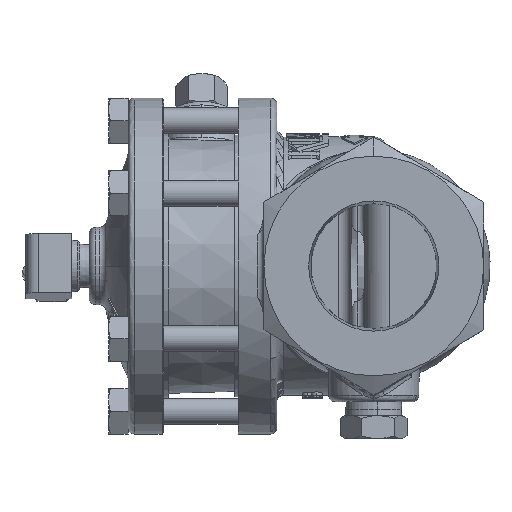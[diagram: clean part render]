
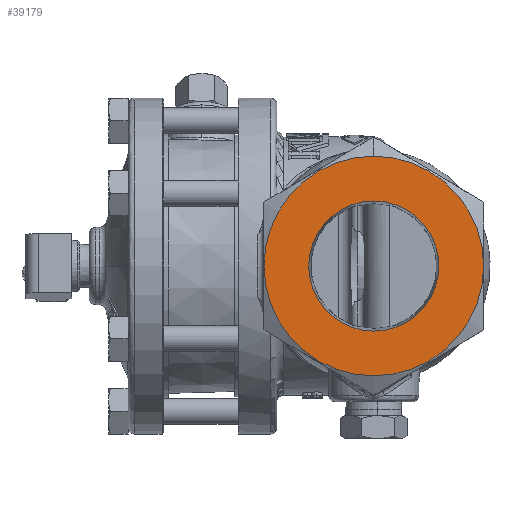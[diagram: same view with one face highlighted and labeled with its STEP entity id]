
A CAD part, left-side view. The second image highlights one B-rep face of the part: STEP entity #39179.
In plain terms, the highlighted planar face has unit normal (-1, 0, 0).
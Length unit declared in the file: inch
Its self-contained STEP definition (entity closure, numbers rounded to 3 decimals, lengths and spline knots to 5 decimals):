
#153 = VERTEX_POINT ( 'NONE', #35766 ) ;
#1208 = AXIS2_PLACEMENT_3D ( 'NONE', #33823, #33812, #33765 ) ;
#2740 = CARTESIAN_POINT ( 'NONE',  ( -2.1875, -1.0625, 0. ) ) ;
#3426 = VERTEX_POINT ( 'NONE', #24838 ) ;
#3472 = EDGE_CURVE ( 'NONE', #153, #3426, #40811, .T. ) ;
#4014 = EDGE_CURVE ( 'NONE', #3426, #153, #38115, .T. ) ;
#4404 = DIRECTION ( 'NONE',  ( 0., 1., 0. ) ) ;
#4539 = DIRECTION ( 'NONE',  ( 1., 0., 0. ) ) ;
#4689 = CARTESIAN_POINT ( 'NONE',  ( -2.1875, 0., 0. ) ) ;
#4880 = AXIS2_PLACEMENT_3D ( 'NONE', #12566, #12168, #11900 ) ;
#7774 = DIRECTION ( 'NONE',  ( 0., 1., 0. ) ) ;
#7865 = CARTESIAN_POINT ( 'NONE',  ( -2.1875, 1.27367, -1.625 ) ) ;
#7906 = PLANE ( 'NONE',  #27052 ) ;
#9368 = CIRCLE ( 'NONE', #35730, 1.0625 ) ;
#9476 = DIRECTION ( 'NONE',  ( 1., 0., 0. ) ) ;
#9784 = CARTESIAN_POINT ( 'NONE',  ( -2.1875, 1.0625, 0. ) ) ;
#11900 = DIRECTION ( 'NONE',  ( 0., 0., 1. ) ) ;
#12168 = DIRECTION ( 'NONE',  ( -1., 0., 0. ) ) ;
#12566 = CARTESIAN_POINT ( 'NONE',  ( -2.1875, 0., 0. ) ) ;
#12987 = DIRECTION ( 'NONE',  ( -1., 0., 0. ) ) ;
#13053 = VERTEX_POINT ( 'NONE', #9784 ) ;
#14204 = CARTESIAN_POINT ( 'NONE',  ( -2.1875, 0., 0. ) ) ;
#15035 = EDGE_LOOP ( 'NONE', ( #25053, #23358, #41145 ) ) ;
#15716 = VERTEX_POINT ( 'NONE', #18476 ) ;
#15909 = DIRECTION ( 'NONE',  ( 0., 0., 1. ) ) ;
#18226 = FACE_BOUND ( 'NONE', #33234, .T. ) ;
#18476 = CARTESIAN_POINT ( 'NONE',  ( -2.1875, 0., 1.0625 ) ) ;
#18529 = FACE_OUTER_BOUND ( 'NONE', #15035, .T. ) ;
#20247 = DIRECTION ( 'NONE',  ( 0., 1., 0. ) ) ;
#20254 = CARTESIAN_POINT ( 'NONE',  ( -2.1875, 0., 0. ) ) ;
#20303 = DIRECTION ( 'NONE',  ( 1., 0., 0. ) ) ;
#23358 = ORIENTED_EDGE ( 'NONE', *, *, #27230, .T. ) ;
#24838 = CARTESIAN_POINT ( 'NONE',  ( -2.1875, 0., 0.62947 ) ) ;
#25053 = ORIENTED_EDGE ( 'NONE', *, *, #26600, .F. ) ;
#26600 = EDGE_CURVE ( 'NONE', #13053, #15716, #9368, .T. ) ;
#26639 = VERTEX_POINT ( 'NONE', #2740 ) ;
#27052 = AXIS2_PLACEMENT_3D ( 'NONE', #7865, #9476, #7774 ) ;
#27230 = EDGE_CURVE ( 'NONE', #13053, #26639, #38321, .T. ) ;
#29064 = AXIS2_PLACEMENT_3D ( 'NONE', #20254, #20303, #20247 ) ;
#32089 = CIRCLE ( 'NONE', #29064, 1.0625 ) ;
#33234 = EDGE_LOOP ( 'NONE', ( #41518, #40461 ) ) ;
#33765 = DIRECTION ( 'NONE',  ( 0., 0., 1. ) ) ;
#33812 = DIRECTION ( 'NONE',  ( -1., 0., 0. ) ) ;
#33823 = CARTESIAN_POINT ( 'NONE',  ( -2.1875, 0., 0. ) ) ;
#35730 = AXIS2_PLACEMENT_3D ( 'NONE', #4689, #4539, #4404 ) ;
#35766 = CARTESIAN_POINT ( 'NONE',  ( -2.1875, 0., -0.62947 ) ) ;
#36463 = AXIS2_PLACEMENT_3D ( 'NONE', #14204, #12987, #15909 ) ;
#38115 = CIRCLE ( 'NONE', #1208, 0.62947 ) ;
#38321 = CIRCLE ( 'NONE', #36463, 1.0625 ) ;
#38721 = EDGE_CURVE ( 'NONE', #15716, #26639, #32089, .T. ) ;
#39179 = ADVANCED_FACE ( 'NONE', ( #18226, #18529 ), #7906, .F. ) ;
#40461 = ORIENTED_EDGE ( 'NONE', *, *, #3472, .F. ) ;
#40811 = CIRCLE ( 'NONE', #4880, 0.62947 ) ;
#41145 = ORIENTED_EDGE ( 'NONE', *, *, #38721, .F. ) ;
#41518 = ORIENTED_EDGE ( 'NONE', *, *, #4014, .F. ) ;
